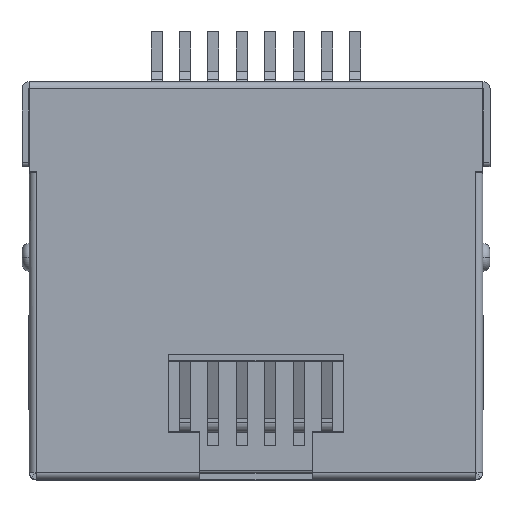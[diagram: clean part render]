
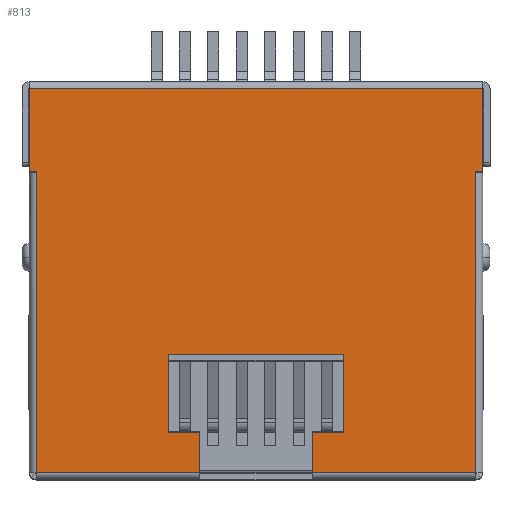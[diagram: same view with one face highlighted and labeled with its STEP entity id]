
A CAD part, top view. The second image highlights one B-rep face of the part: STEP entity #813.
In plain terms, the highlighted planar face has unit normal (0, 0, 1).
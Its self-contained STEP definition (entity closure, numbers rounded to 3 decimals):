
#813=ADVANCED_FACE('',(#2344),#2345,.T.);
#2344=FACE_OUTER_BOUND('',#4121,.T.);
#2345=PLANE('',#4122);
#4121=EDGE_LOOP('',(#10261,#10262,#10263,#10264,#10265,#10266,#10267,#10268,#10269,#10270,#10271,#10272,#10273,#10274,#10275,#10276,#10277,#10278));
#4122=AXIS2_PLACEMENT_3D('',#10279,#10280,#10281);
#10261=ORIENTED_EDGE('',*,*,#13818,.F.);
#10262=ORIENTED_EDGE('',*,*,#13765,.T.);
#10263=ORIENTED_EDGE('',*,*,#13819,.T.);
#10264=ORIENTED_EDGE('',*,*,#13820,.T.);
#10265=ORIENTED_EDGE('',*,*,#13821,.T.);
#10266=ORIENTED_EDGE('',*,*,#13793,.T.);
#10267=ORIENTED_EDGE('',*,*,#13822,.T.);
#10268=ORIENTED_EDGE('',*,*,#13816,.T.);
#10269=ORIENTED_EDGE('',*,*,#13823,.F.);
#10270=ORIENTED_EDGE('',*,*,#13824,.F.);
#10271=ORIENTED_EDGE('',*,*,#13825,.F.);
#10272=ORIENTED_EDGE('',*,*,#13763,.T.);
#10273=ORIENTED_EDGE('',*,*,#13826,.F.);
#10274=ORIENTED_EDGE('',*,*,#13827,.F.);
#10275=ORIENTED_EDGE('',*,*,#13828,.F.);
#10276=ORIENTED_EDGE('',*,*,#13829,.F.);
#10277=ORIENTED_EDGE('',*,*,#13830,.F.);
#10278=ORIENTED_EDGE('',*,*,#13831,.F.);
#10279=CARTESIAN_POINT('',(0.,-7.275,5.775));
#10280=DIRECTION('',(0.,0.,1.0));
#10281=DIRECTION('',(0.,-1.0,0.));
#13763=EDGE_CURVE('',#17426,#17424,#17427,.T.);
#13765=EDGE_CURVE('',#17429,#17430,#17431,.T.);
#13793=EDGE_CURVE('',#17483,#17481,#17484,.T.);
#13816=EDGE_CURVE('',#17525,#17523,#17526,.T.);
#13818=EDGE_CURVE('',#17429,#17528,#17529,.T.);
#13819=EDGE_CURVE('',#17430,#17530,#17531,.T.);
#13820=EDGE_CURVE('',#17530,#17532,#17533,.T.);
#13821=EDGE_CURVE('',#17532,#17483,#17534,.T.);
#13822=EDGE_CURVE('',#17481,#17525,#17535,.T.);
#13823=EDGE_CURVE('',#17536,#17523,#17537,.T.);
#13824=EDGE_CURVE('',#17538,#17536,#17539,.T.);
#13825=EDGE_CURVE('',#17426,#17538,#17540,.T.);
#13826=EDGE_CURVE('',#17541,#17424,#17542,.T.);
#13827=EDGE_CURVE('',#17543,#17541,#17544,.T.);
#13828=EDGE_CURVE('',#17545,#17543,#17546,.T.);
#13829=EDGE_CURVE('',#17547,#17545,#17548,.T.);
#13830=EDGE_CURVE('',#17549,#17547,#17550,.T.);
#13831=EDGE_CURVE('',#17528,#17549,#17551,.T.);
#17424=VERTEX_POINT('',#22898);
#17426=VERTEX_POINT('',#22900);
#17427=LINE('',#22901,#22902);
#17429=VERTEX_POINT('',#22904);
#17430=VERTEX_POINT('',#22905);
#17431=LINE('',#22906,#22907);
#17481=VERTEX_POINT('',#22976);
#17483=VERTEX_POINT('',#22978);
#17484=LINE('',#22979,#22980);
#17523=VERTEX_POINT('',#23035);
#17525=VERTEX_POINT('',#23038);
#17526=LINE('',#23039,#23040);
#17528=VERTEX_POINT('',#23042);
#17529=LINE('',#23043,#23044);
#17530=VERTEX_POINT('',#23045);
#17531=LINE('',#23046,#23047);
#17532=VERTEX_POINT('',#23048);
#17533=LINE('',#23049,#23050);
#17534=LINE('',#23051,#23052);
#17535=LINE('',#23053,#23054);
#17536=VERTEX_POINT('',#23055);
#17537=LINE('',#23056,#23057);
#17538=VERTEX_POINT('',#23058);
#17539=LINE('',#23059,#23060);
#17540=LINE('',#23061,#23062);
#17541=VERTEX_POINT('',#23063);
#17542=LINE('',#23064,#23065);
#17543=VERTEX_POINT('',#23066);
#17544=LINE('',#23067,#23068);
#17545=VERTEX_POINT('',#23069);
#17546=LINE('',#23070,#23071);
#17547=VERTEX_POINT('',#23072);
#17548=LINE('',#23073,#23074);
#17549=VERTEX_POINT('',#23075);
#17550=LINE('',#23076,#23077);
#17551=LINE('',#23078,#23079);
#22898=CARTESIAN_POINT('',(-2.03,-7.015,5.775));
#22900=CARTESIAN_POINT('',(-7.89,-7.015,5.775));
#22901=CARTESIAN_POINT('',(-8.15,-7.015,5.775));
#22902=VECTOR('',#26669,1000.0);
#22904=CARTESIAN_POINT('',(2.03,-7.015,5.775));
#22905=CARTESIAN_POINT('',(7.89,-7.015,5.775));
#22906=CARTESIAN_POINT('',(-8.15,-7.015,5.775));
#22907=VECTOR('',#26673,1000.0);
#22976=CARTESIAN_POINT('',(8.15,6.765,5.775));
#22978=CARTESIAN_POINT('',(8.15,3.777,5.775));
#22979=CARTESIAN_POINT('',(8.15,-7.088,5.775));
#22980=VECTOR('',#26717,1000.0);
#23035=CARTESIAN_POINT('',(-8.15,3.777,5.775));
#23038=CARTESIAN_POINT('',(-8.15,6.765,5.775));
#23039=CARTESIAN_POINT('',(-8.15,-7.088,5.775));
#23040=VECTOR('',#26750,1000.0);
#23042=CARTESIAN_POINT('',(2.03,-5.575,5.775));
#23043=CARTESIAN_POINT('',(2.03,-7.275,5.775));
#23044=VECTOR('',#26754,1000.0);
#23045=CARTESIAN_POINT('',(7.89,3.775,5.775));
#23046=CARTESIAN_POINT('',(7.89,3.777,5.775));
#23047=VECTOR('',#26755,1000.0);
#23048=CARTESIAN_POINT('',(7.89,3.777,5.775));
#23049=CARTESIAN_POINT('',(7.89,3.777,5.775));
#23050=VECTOR('',#26756,1000.0);
#23051=CARTESIAN_POINT('',(8.15,3.777,5.775));
#23052=VECTOR('',#26757,1000.0);
#23053=CARTESIAN_POINT('',(8.15,6.765,5.775));
#23054=VECTOR('',#26758,1000.0);
#23055=CARTESIAN_POINT('',(-7.89,3.777,5.775));
#23056=CARTESIAN_POINT('',(-8.15,3.777,5.775));
#23057=VECTOR('',#26759,1000.0);
#23058=CARTESIAN_POINT('',(-7.89,3.775,5.775));
#23059=CARTESIAN_POINT('',(-7.89,3.777,5.775));
#23060=VECTOR('',#26760,1000.0);
#23061=CARTESIAN_POINT('',(-7.89,3.777,5.775));
#23062=VECTOR('',#26761,1000.0);
#23063=CARTESIAN_POINT('',(-2.03,-5.575,5.775));
#23064=CARTESIAN_POINT('',(-2.03,-5.575,5.775));
#23065=VECTOR('',#26762,1000.0);
#23066=CARTESIAN_POINT('',(-3.15,-5.575,5.775));
#23067=CARTESIAN_POINT('',(-3.15,-5.575,5.775));
#23068=VECTOR('',#26763,1000.0);
#23069=CARTESIAN_POINT('',(-3.15,-2.795,5.775));
#23070=CARTESIAN_POINT('',(-3.15,-2.795,5.775));
#23071=VECTOR('',#26764,1000.0);
#23072=CARTESIAN_POINT('',(3.15,-2.795,5.775));
#23073=CARTESIAN_POINT('',(3.15,-2.795,5.775));
#23074=VECTOR('',#26765,1000.0);
#23075=CARTESIAN_POINT('',(3.15,-5.575,5.775));
#23076=CARTESIAN_POINT('',(3.15,-5.575,5.775));
#23077=VECTOR('',#26766,1000.0);
#23078=CARTESIAN_POINT('',(2.03,-5.575,5.775));
#23079=VECTOR('',#26767,1000.0);
#26669=DIRECTION('',(1.0,0.,0.));
#26673=DIRECTION('',(1.0,0.,0.));
#26717=DIRECTION('',(0.,1.0,0.));
#26750=DIRECTION('',(0.,-1.0,0.));
#26754=DIRECTION('',(0.,1.0,0.));
#26755=DIRECTION('',(0.,1.0,0.));
#26756=DIRECTION('',(0.,1.0,0.));
#26757=DIRECTION('',(1.0,0.,0.));
#26758=DIRECTION('',(-1.0,0.,0.));
#26759=DIRECTION('',(-1.0,0.,0.));
#26760=DIRECTION('',(0.,1.0,0.));
#26761=DIRECTION('',(0.,1.0,0.));
#26762=DIRECTION('',(0.,-1.0,0.));
#26763=DIRECTION('',(1.0,0.,0.));
#26764=DIRECTION('',(0.,-1.0,0.));
#26765=DIRECTION('',(-1.0,0.,0.));
#26766=DIRECTION('',(0.,1.0,0.));
#26767=DIRECTION('',(1.0,0.,0.));
